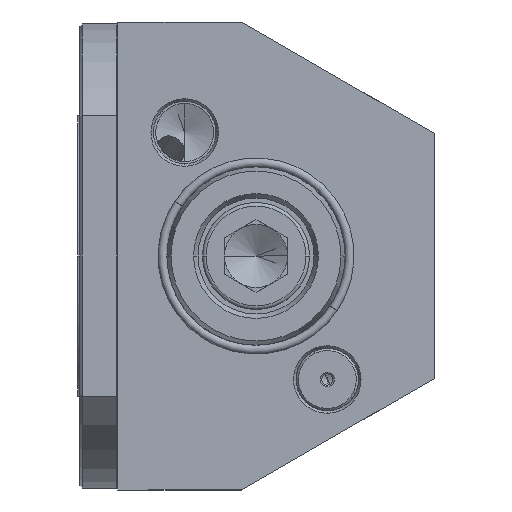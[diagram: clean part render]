
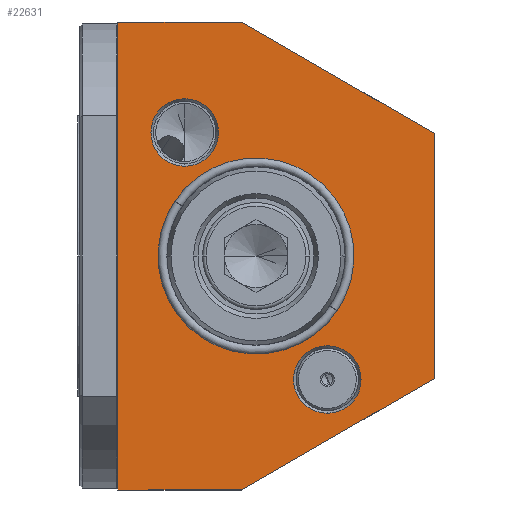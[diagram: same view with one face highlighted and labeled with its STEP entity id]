
A CAD part, front view. The second image highlights one B-rep face of the part: STEP entity #22631.
In plain terms, the highlighted planar face has unit normal (0, -1, 0).
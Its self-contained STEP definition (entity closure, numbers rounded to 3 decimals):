
#61 = ORIENTED_EDGE ( 'NONE', *, *, #14902, .T. ) ;
#217 = DIRECTION ( 'NONE',  ( 0., 1., 0. ) ) ;
#353 = ORIENTED_EDGE ( 'NONE', *, *, #4869, .T. ) ;
#674 = LINE ( 'NONE', #3142, #7180 ) ;
#694 = CIRCLE ( 'NONE', #19881, 20.2 ) ;
#797 = CARTESIAN_POINT ( 'NONE',  ( 0., 0., 0. ) ) ;
#1178 = ORIENTED_EDGE ( 'NONE', *, *, #1855, .T. ) ;
#1351 = PLANE ( 'NONE',  #7700 ) ;
#1855 = EDGE_CURVE ( 'NONE', #26560, #8759, #694, .T. ) ;
#2052 = VERTEX_POINT ( 'NONE', #11961 ) ;
#2374 = ORIENTED_EDGE ( 'NONE', *, *, #3350, .F. ) ;
#2386 = VERTEX_POINT ( 'NONE', #4130 ) ;
#2709 = EDGE_CURVE ( 'NONE', #5730, #2052, #11017, .T. ) ;
#3001 = EDGE_LOOP ( 'NONE', ( #17516, #19148 ) ) ;
#3142 = CARTESIAN_POINT ( 'NONE',  ( 40., 0., 52.5 ) ) ;
#3195 = ORIENTED_EDGE ( 'NONE', *, *, #15969, .T. ) ;
#3292 = VECTOR ( 'NONE', #7582, 1000. ) ;
#3350 = EDGE_CURVE ( 'NONE', #12594, #2386, #20007, .T. ) ;
#3812 = ORIENTED_EDGE ( 'NONE', *, *, #8692, .T. ) ;
#4130 = CARTESIAN_POINT ( 'NONE',  ( -3.301, 0., 52.5 ) ) ;
#4143 = AXIS2_PLACEMENT_3D ( 'NONE', #19010, #8215, #12447 ) ;
#4642 = DIRECTION ( 'NONE',  ( 0., 1., 0. ) ) ;
#4769 = DIRECTION ( 'NONE',  ( -1., 0., 0. ) ) ;
#4869 = EDGE_CURVE ( 'NONE', #8759, #26560, #21389, .T. ) ;
#5058 = CARTESIAN_POINT ( 'NONE',  ( -31., 0., -52.5 ) ) ;
#5098 = CARTESIAN_POINT ( 'NONE',  ( -3.301, 0., 52.5 ) ) ;
#5283 = DIRECTION ( 'NONE',  ( -1., 0., 0. ) ) ;
#5566 = CARTESIAN_POINT ( 'NONE',  ( 16., 0., -27.713 ) ) ;
#5597 = FACE_OUTER_BOUND ( 'NONE', #23380, .T. ) ;
#5730 = VERTEX_POINT ( 'NONE', #22459 ) ;
#6360 = EDGE_CURVE ( 'NONE', #9217, #23785, #21180, .T. ) ;
#6948 = LINE ( 'NONE', #5058, #18726 ) ;
#6974 = EDGE_CURVE ( 'NONE', #23785, #9217, #24676, .T. ) ;
#7180 = VECTOR ( 'NONE', #11172, 1000. ) ;
#7582 = DIRECTION ( 'NONE',  ( 1., 0., 0. ) ) ;
#7638 = DIRECTION ( 'NONE',  ( 0., 1., 0. ) ) ;
#7700 = AXIS2_PLACEMENT_3D ( 'NONE', #26139, #7638, #17862 ) ;
#7959 = DIRECTION ( 'NONE',  ( 0., 0., -1. ) ) ;
#8215 = DIRECTION ( 'NONE',  ( 0., 1., 0. ) ) ;
#8692 = EDGE_CURVE ( 'NONE', #24454, #5730, #6948, .T. ) ;
#8753 = VECTOR ( 'NONE', #7959, 1000. ) ;
#8759 = VERTEX_POINT ( 'NONE', #13480 ) ;
#9181 = CARTESIAN_POINT ( 'NONE',  ( -16., 0., 20.135 ) ) ;
#9217 = VERTEX_POINT ( 'NONE', #9181 ) ;
#9328 = VECTOR ( 'NONE', #13344, 1000. ) ;
#9381 = EDGE_LOOP ( 'NONE', ( #18221, #3195 ) ) ;
#9717 = DIRECTION ( 'NONE',  ( -1., 0., 0. ) ) ;
#10118 = CARTESIAN_POINT ( 'NONE',  ( -31., 0., 52.5 ) ) ;
#10608 = DIRECTION ( 'NONE',  ( 0., 1., 0. ) ) ;
#10992 = CIRCLE ( 'NONE', #23689, 7.577 ) ;
#11017 = LINE ( 'NONE', #19357, #9328 ) ;
#11172 = DIRECTION ( 'NONE',  ( 0., 0., -1. ) ) ;
#11961 = CARTESIAN_POINT ( 'NONE',  ( 40., 0., -27.5 ) ) ;
#11997 = CARTESIAN_POINT ( 'NONE',  ( -31., 0., 52.5 ) ) ;
#12008 = CIRCLE ( 'NONE', #12884, 7.577 ) ;
#12447 = DIRECTION ( 'NONE',  ( -1., 0., 0. ) ) ;
#12594 = VERTEX_POINT ( 'NONE', #11997 ) ;
#12884 = AXIS2_PLACEMENT_3D ( 'NONE', #18903, #217, #21243 ) ;
#13342 = VERTEX_POINT ( 'NONE', #22430 ) ;
#13344 = DIRECTION ( 'NONE',  ( 0.866, 0., 0.5 ) ) ;
#13480 = CARTESIAN_POINT ( 'NONE',  ( 0., 0., -20.2 ) ) ;
#13956 = LINE ( 'NONE', #10118, #8753 ) ;
#14160 = EDGE_CURVE ( 'NONE', #18780, #2386, #15441, .T. ) ;
#14902 = EDGE_CURVE ( 'NONE', #12594, #24454, #13956, .T. ) ;
#15266 = DIRECTION ( 'NONE',  ( 1., 0., 0. ) ) ;
#15441 = LINE ( 'NONE', #5098, #21948 ) ;
#15969 = EDGE_CURVE ( 'NONE', #13342, #21899, #10992, .T. ) ;
#17430 = ORIENTED_EDGE ( 'NONE', *, *, #20044, .F. ) ;
#17486 = ORIENTED_EDGE ( 'NONE', *, *, #2709, .T. ) ;
#17516 = ORIENTED_EDGE ( 'NONE', *, *, #6360, .T. ) ;
#17547 = DIRECTION ( 'NONE',  ( 0., 1., 0. ) ) ;
#17750 = EDGE_LOOP ( 'NONE', ( #353, #1178 ) ) ;
#17862 = DIRECTION ( 'NONE',  ( -1., 0., 0. ) ) ;
#17918 = CARTESIAN_POINT ( 'NONE',  ( 0., 0., 0. ) ) ;
#18221 = ORIENTED_EDGE ( 'NONE', *, *, #20706, .T. ) ;
#18726 = VECTOR ( 'NONE', #15266, 1000. ) ;
#18780 = VERTEX_POINT ( 'NONE', #25761 ) ;
#18903 = CARTESIAN_POINT ( 'NONE',  ( 16., 0., -27.713 ) ) ;
#19010 = CARTESIAN_POINT ( 'NONE',  ( -16., 0., 27.713 ) ) ;
#19148 = ORIENTED_EDGE ( 'NONE', *, *, #6974, .T. ) ;
#19229 = DIRECTION ( 'NONE',  ( -1., 0., 0. ) ) ;
#19357 = CARTESIAN_POINT ( 'NONE',  ( -3.301, 0., -52.5 ) ) ;
#19881 = AXIS2_PLACEMENT_3D ( 'NONE', #797, #10608, #19229 ) ;
#20007 = LINE ( 'NONE', #22213, #3292 ) ;
#20044 = EDGE_CURVE ( 'NONE', #18780, #2052, #674, .T. ) ;
#20685 = AXIS2_PLACEMENT_3D ( 'NONE', #23497, #4642, #4769 ) ;
#20706 = EDGE_CURVE ( 'NONE', #21899, #13342, #12008, .T. ) ;
#20897 = CARTESIAN_POINT ( 'NONE',  ( -31., 0., -52.5 ) ) ;
#21180 = CIRCLE ( 'NONE', #20685, 7.577 ) ;
#21243 = DIRECTION ( 'NONE',  ( -1., 0., 0. ) ) ;
#21364 = CARTESIAN_POINT ( 'NONE',  ( 16., 0., -35.29 ) ) ;
#21389 = CIRCLE ( 'NONE', #24933, 20.2 ) ;
#21899 = VERTEX_POINT ( 'NONE', #21364 ) ;
#21948 = VECTOR ( 'NONE', #25879, 1000. ) ;
#21991 = FACE_BOUND ( 'NONE', #17750, .T. ) ;
#22141 = FACE_BOUND ( 'NONE', #3001, .T. ) ;
#22213 = CARTESIAN_POINT ( 'NONE',  ( -31., 0., 52.5 ) ) ;
#22430 = CARTESIAN_POINT ( 'NONE',  ( 16., 0., -20.135 ) ) ;
#22459 = CARTESIAN_POINT ( 'NONE',  ( -3.301, 0., -52.5 ) ) ;
#22631 = ADVANCED_FACE ( 'NONE', ( #22141, #24193, #21991, #5597 ), #1351, .F. ) ;
#23037 = CARTESIAN_POINT ( 'NONE',  ( -16., 0., 35.29 ) ) ;
#23380 = EDGE_LOOP ( 'NONE', ( #17486, #17430, #24592, #2374, #61, #3812 ) ) ;
#23497 = CARTESIAN_POINT ( 'NONE',  ( -16., 0., 27.713 ) ) ;
#23689 = AXIS2_PLACEMENT_3D ( 'NONE', #5566, #17547, #5283 ) ;
#23785 = VERTEX_POINT ( 'NONE', #23037 ) ;
#24193 = FACE_BOUND ( 'NONE', #9381, .T. ) ;
#24454 = VERTEX_POINT ( 'NONE', #20897 ) ;
#24592 = ORIENTED_EDGE ( 'NONE', *, *, #14160, .T. ) ;
#24676 = CIRCLE ( 'NONE', #4143, 7.577 ) ;
#24933 = AXIS2_PLACEMENT_3D ( 'NONE', #17918, #26306, #9717 ) ;
#25761 = CARTESIAN_POINT ( 'NONE',  ( 40., 0., 27.5 ) ) ;
#25879 = DIRECTION ( 'NONE',  ( -0.866, 0., 0.5 ) ) ;
#26075 = CARTESIAN_POINT ( 'NONE',  ( 0., 0., 20.2 ) ) ;
#26139 = CARTESIAN_POINT ( 'NONE',  ( -31., 0., 52.5 ) ) ;
#26306 = DIRECTION ( 'NONE',  ( 0., 1., 0. ) ) ;
#26560 = VERTEX_POINT ( 'NONE', #26075 ) ;
